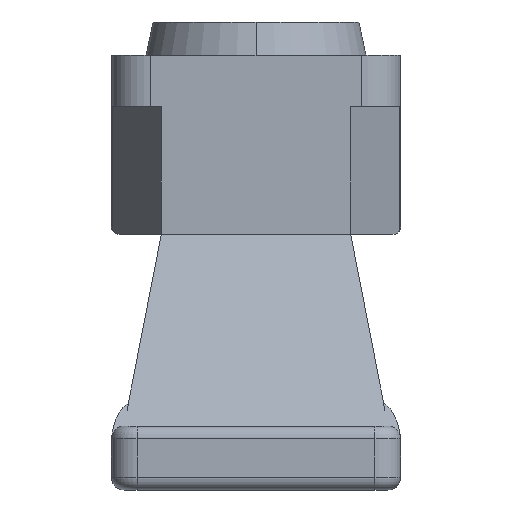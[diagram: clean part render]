
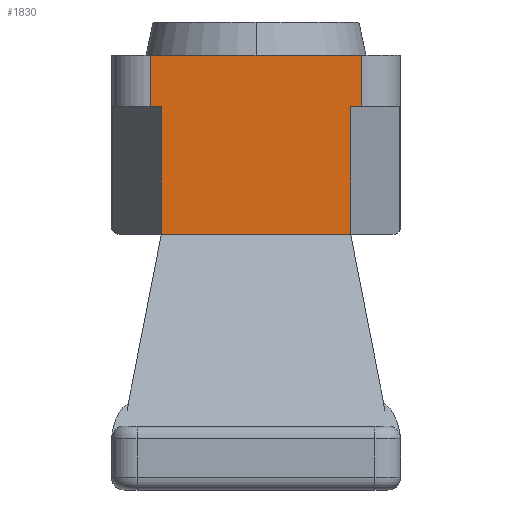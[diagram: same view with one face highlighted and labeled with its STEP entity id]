
A CAD part, left-side view. The second image highlights one B-rep face of the part: STEP entity #1830.
In plain terms, the highlighted planar face has unit normal (-1, 0, 0).
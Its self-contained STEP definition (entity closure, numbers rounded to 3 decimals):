
#1 = LINE ( 'NONE', #1437, #150 ) ;
#35 = DIRECTION ( 'NONE',  ( 0., 0., -1. ) ) ;
#36 = CARTESIAN_POINT ( 'NONE',  ( -7.45, -4.113, 2. ) ) ;
#37 = LINE ( 'NONE', #36, #162 ) ;
#42 = DIRECTION ( 'NONE',  ( 0., -1., 0. ) ) ;
#52 = CARTESIAN_POINT ( 'NONE',  ( -7.45, 4.113, 2. ) ) ;
#53 = LINE ( 'NONE', #52, #169 ) ;
#148 = VECTOR ( 'NONE', #780, 1000. ) ;
#149 = VECTOR ( 'NONE', #788, 1000. ) ;
#150 = VECTOR ( 'NONE', #513, 1000. ) ;
#162 = VECTOR ( 'NONE', #35, 1000. ) ;
#169 = VECTOR ( 'NONE', #42, 1000. ) ;
#198 = AXIS2_PLACEMENT_3D ( 'NONE', #573, #572, #571 ) ;
#244 = VECTOR ( 'NONE', #914, 1000. ) ;
#262 = VECTOR ( 'NONE', #954, 1000. ) ;
#272 = VECTOR ( 'NONE', #1043, 1000. ) ;
#513 = DIRECTION ( 'NONE',  ( 0., 0., -1. ) ) ;
#571 = DIRECTION ( 'NONE',  ( 0., 1., 0. ) ) ;
#572 = DIRECTION ( 'NONE',  ( 1., 0., 0. ) ) ;
#573 = CARTESIAN_POINT ( 'NONE',  ( -7.45, 4.113, 2. ) ) ;
#576 = PLANE ( 'NONE',  #198 ) ;
#577 = FACE_OUTER_BOUND ( 'NONE', #942, .T. ) ;
#583 = CARTESIAN_POINT ( 'NONE',  ( -7.45, 3.7, 0. ) ) ;
#603 = CARTESIAN_POINT ( 'NONE',  ( -7.45, -3.7, 0. ) ) ;
#638 = CARTESIAN_POINT ( 'NONE',  ( -7.45, 4.113, 2. ) ) ;
#734 = CARTESIAN_POINT ( 'NONE',  ( -7.45, 3.7, -5. ) ) ;
#755 = LINE ( 'NONE', #784, #148 ) ;
#780 = DIRECTION ( 'NONE',  ( 0., 0., 1. ) ) ;
#784 = CARTESIAN_POINT ( 'NONE',  ( -7.45, -3.7, -5. ) ) ;
#788 = DIRECTION ( 'NONE',  ( 0., 0., 1. ) ) ;
#839 = LINE ( 'NONE', #734, #149 ) ;
#914 = DIRECTION ( 'NONE',  ( 0., -1., 0. ) ) ;
#918 = LINE ( 'NONE', #922, #244 ) ;
#922 = CARTESIAN_POINT ( 'NONE',  ( -7.45, 4.113, 0. ) ) ;
#942 = EDGE_LOOP ( 'NONE', ( #2091, #2092, #2067, #2084, #2085, #2086, #2087, #2089 ) ) ;
#954 = DIRECTION ( 'NONE',  ( 0., -1., 0. ) ) ;
#959 = CARTESIAN_POINT ( 'NONE',  ( -7.45, 4.113, 0. ) ) ;
#991 = LINE ( 'NONE', #959, #262 ) ;
#1043 = DIRECTION ( 'NONE',  ( 0., 1., 0. ) ) ;
#1044 = CARTESIAN_POINT ( 'NONE',  ( -7.45, 3.7, -5. ) ) ;
#1045 = LINE ( 'NONE', #1044, #272 ) ;
#1211 = VERTEX_POINT ( 'NONE', #2311 ) ;
#1229 = VERTEX_POINT ( 'NONE', #603 ) ;
#1254 = VERTEX_POINT ( 'NONE', #583 ) ;
#1280 = VERTEX_POINT ( 'NONE', #2155 ) ;
#1330 = VERTEX_POINT ( 'NONE', #638 ) ;
#1353 = VERTEX_POINT ( 'NONE', #1428 ) ;
#1369 = VERTEX_POINT ( 'NONE', #1637 ) ;
#1428 = CARTESIAN_POINT ( 'NONE',  ( -7.45, 3.7, -5. ) ) ;
#1437 = CARTESIAN_POINT ( 'NONE',  ( -7.45, 4.113, 2. ) ) ;
#1511 = VERTEX_POINT ( 'NONE', #2279 ) ;
#1637 = CARTESIAN_POINT ( 'NONE',  ( -7.45, -3.7, -5. ) ) ;
#1773 = EDGE_CURVE ( 'NONE', #1369, #1353, #1045, .T. ) ;
#1792 = EDGE_CURVE ( 'NONE', #1511, #1254, #991, .T. ) ;
#1800 = EDGE_CURVE ( 'NONE', #1229, #1211, #918, .T. ) ;
#1830 = ADVANCED_FACE ( 'NONE', ( #577 ), #576, .F. ) ;
#1855 = EDGE_CURVE ( 'NONE', #1330, #1280, #53, .T. ) ;
#1858 = EDGE_CURVE ( 'NONE', #1280, #1211, #37, .T. ) ;
#1870 = EDGE_CURVE ( 'NONE', #1330, #1511, #1, .T. ) ;
#1871 = EDGE_CURVE ( 'NONE', #1353, #1254, #839, .T. ) ;
#1872 = EDGE_CURVE ( 'NONE', #1369, #1229, #755, .T. ) ;
#2067 = ORIENTED_EDGE ( 'NONE', *, *, #1773, .F. ) ;
#2084 = ORIENTED_EDGE ( 'NONE', *, *, #1872, .T. ) ;
#2085 = ORIENTED_EDGE ( 'NONE', *, *, #1800, .T. ) ;
#2086 = ORIENTED_EDGE ( 'NONE', *, *, #1858, .F. ) ;
#2087 = ORIENTED_EDGE ( 'NONE', *, *, #1855, .F. ) ;
#2089 = ORIENTED_EDGE ( 'NONE', *, *, #1870, .T. ) ;
#2091 = ORIENTED_EDGE ( 'NONE', *, *, #1792, .T. ) ;
#2092 = ORIENTED_EDGE ( 'NONE', *, *, #1871, .F. ) ;
#2155 = CARTESIAN_POINT ( 'NONE',  ( -7.45, -4.113, 2. ) ) ;
#2279 = CARTESIAN_POINT ( 'NONE',  ( -7.45, 4.113, 0. ) ) ;
#2311 = CARTESIAN_POINT ( 'NONE',  ( -7.45, -4.113, 0. ) ) ;
